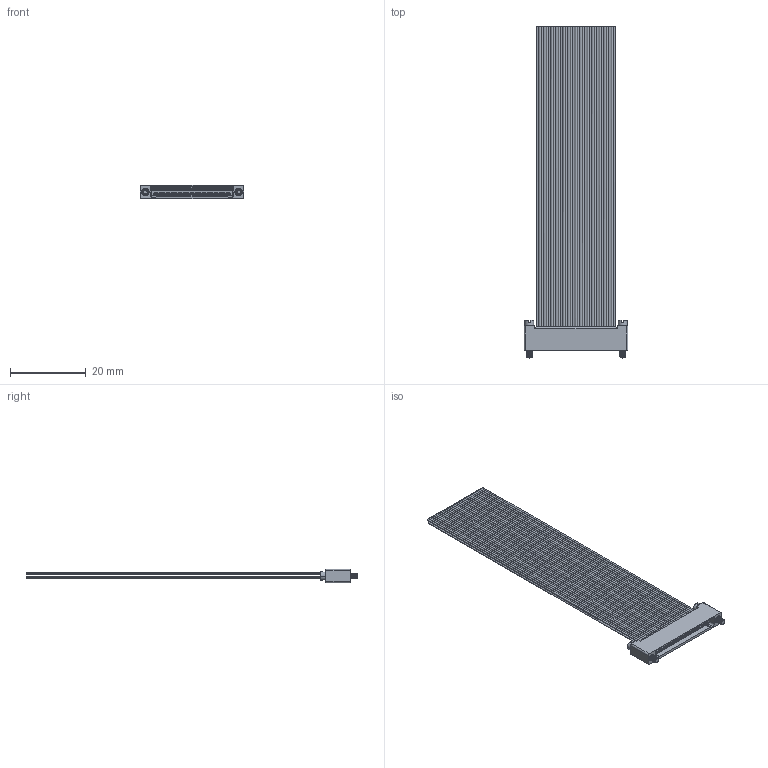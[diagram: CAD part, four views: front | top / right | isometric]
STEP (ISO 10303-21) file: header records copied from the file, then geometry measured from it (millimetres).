
FILE_DESCRIPTION (( 'STEP AP203' ), '1' );
FILE_NAME ('FWMD0-S0650310-003.STEP', '2025-01-17T03:43:11', ( '' ), ( '' ), 'SwSTEP 2.0', 'SolidWorks 2021', '' );
FILE_SCHEMA (( 'CONFIG_CONTROL_DESIGN' ));
Length unit declared in the file: millimetre
Products named in the file (1): FWMD0-S0650310-003
Bounding box: 27.41 x 87.7 x 3.48 mm (x, y, z)
Volume: 1379.9 mm3; surface area: 9006.9 mm2
Topology: 1 solids, 1 shells, 855 faces, 1967 edges, 1284 vertices
Faces by surface type: cylinder 563, plane 241, bspline 39, cone 12
Entity records: 32436 total; most frequent: CARTESIAN_POINT 12911, DIRECTION 4300, ORIENTED_EDGE 3934, EDGE_CURVE 1967, AXIS2_PLACEMENT_3D 1801, VERTEX_POINT 1284, EDGE_LOOP 1025, CIRCLE 984
